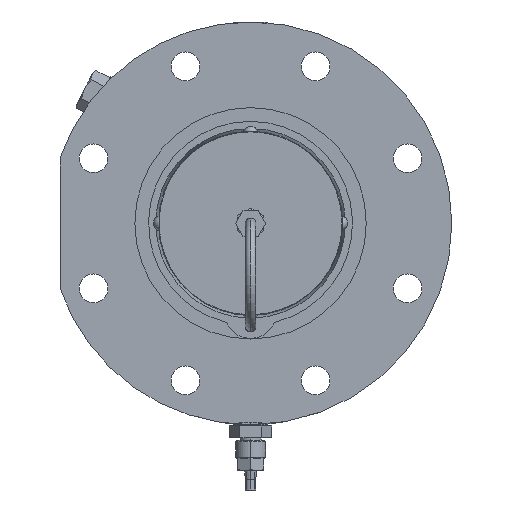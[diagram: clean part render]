
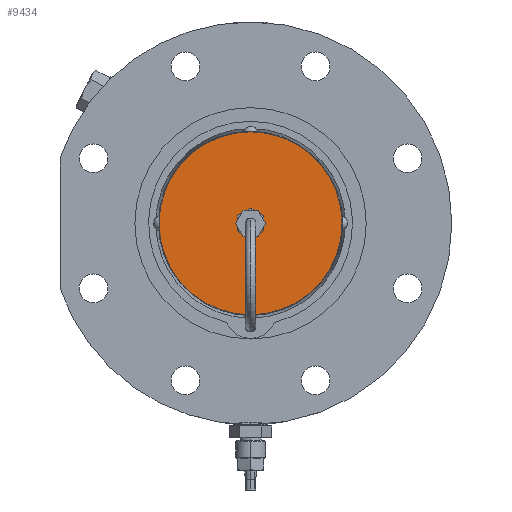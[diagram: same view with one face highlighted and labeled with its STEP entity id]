
A CAD part, front view. The second image highlights one B-rep face of the part: STEP entity #9434.
In plain terms, the highlighted planar face has unit normal (0, -1, 0).
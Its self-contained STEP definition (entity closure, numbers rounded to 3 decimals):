
#4756 = FACE_BOUND ( 'NONE', #15930, .T. ) ;
#4778 = FACE_OUTER_BOUND ( 'NONE', #15919, .T. ) ;
#6527 = DIRECTION ( 'NONE',  ( 0., 1., 0. ) ) ;
#6528 = DIRECTION ( 'NONE',  ( 0., 0., 1. ) ) ;
#6532 = CARTESIAN_POINT ( 'NONE',  ( 0., -322., 0. ) ) ;
#7132 = CARTESIAN_POINT ( 'NONE',  ( 0., -322., 0. ) ) ;
#7147 = DIRECTION ( 'NONE',  ( 0., -1., 0. ) ) ;
#7150 = DIRECTION ( 'NONE',  ( 0., 0., -1. ) ) ;
#9434 = ADVANCED_FACE ( 'NONE', ( #4756, #4778 ), #55262, .F. ) ;
#15919 = EDGE_LOOP ( 'NONE', ( #53856, #53304 ) ) ;
#15930 = EDGE_LOOP ( 'NONE', ( #52689, #52733 ) ) ;
#20618 = EDGE_CURVE ( 'NONE', #24917, #22318, #50261, .T. ) ;
#20795 = EDGE_CURVE ( 'NONE', #23367, #23368, #41965, .T. ) ;
#21091 = EDGE_CURVE ( 'NONE', #22318, #24917, #41827, .T. ) ;
#21096 = EDGE_CURVE ( 'NONE', #23368, #23367, #41768, .T. ) ;
#22318 = VERTEX_POINT ( 'NONE', #40448 ) ;
#23367 = VERTEX_POINT ( 'NONE', #40632 ) ;
#23368 = VERTEX_POINT ( 'NONE', #40646 ) ;
#24917 = VERTEX_POINT ( 'NONE', #40241 ) ;
#40241 = CARTESIAN_POINT ( 'NONE',  ( 0., -322., -3.5 ) ) ;
#40448 = CARTESIAN_POINT ( 'NONE',  ( 0., -322., 3.5 ) ) ;
#40632 = CARTESIAN_POINT ( 'NONE',  ( 0., -322., 35. ) ) ;
#40646 = CARTESIAN_POINT ( 'NONE',  ( 0., -322., -35. ) ) ;
#40955 = DIRECTION ( 'NONE',  ( 0., 0., -1. ) ) ;
#40956 = DIRECTION ( 'NONE',  ( 0., -1., 0. ) ) ;
#40960 = CARTESIAN_POINT ( 'NONE',  ( 0., -322., 0. ) ) ;
#40981 = DIRECTION ( 'NONE',  ( 0., 0., 1. ) ) ;
#40982 = DIRECTION ( 'NONE',  ( 0., 1., 0. ) ) ;
#40991 = CARTESIAN_POINT ( 'NONE',  ( 0., -322., 0. ) ) ;
#41768 = CIRCLE ( 'NONE', #48695, 35. ) ;
#41827 = CIRCLE ( 'NONE', #48690, 3.5 ) ;
#41965 = CIRCLE ( 'NONE', #48545, 35. ) ;
#48202 = AXIS2_PLACEMENT_3D ( 'NONE', #55264, #55247, #55245 ) ;
#48454 = AXIS2_PLACEMENT_3D ( 'NONE', #6532, #6527, #6528 ) ;
#48545 = AXIS2_PLACEMENT_3D ( 'NONE', #7132, #7147, #7150 ) ;
#48690 = AXIS2_PLACEMENT_3D ( 'NONE', #40991, #40982, #40981 ) ;
#48695 = AXIS2_PLACEMENT_3D ( 'NONE', #40960, #40956, #40955 ) ;
#50261 = CIRCLE ( 'NONE', #48454, 3.5 ) ;
#52689 = ORIENTED_EDGE ( 'NONE', *, *, #21091, .T. ) ;
#52733 = ORIENTED_EDGE ( 'NONE', *, *, #20618, .T. ) ;
#53304 = ORIENTED_EDGE ( 'NONE', *, *, #20795, .T. ) ;
#53856 = ORIENTED_EDGE ( 'NONE', *, *, #21096, .T. ) ;
#55245 = DIRECTION ( 'NONE',  ( 0., 0., 1. ) ) ;
#55247 = DIRECTION ( 'NONE',  ( 0., 1., 0. ) ) ;
#55262 = PLANE ( 'NONE',  #48202 ) ;
#55264 = CARTESIAN_POINT ( 'NONE',  ( 0., -322., 0. ) ) ;
